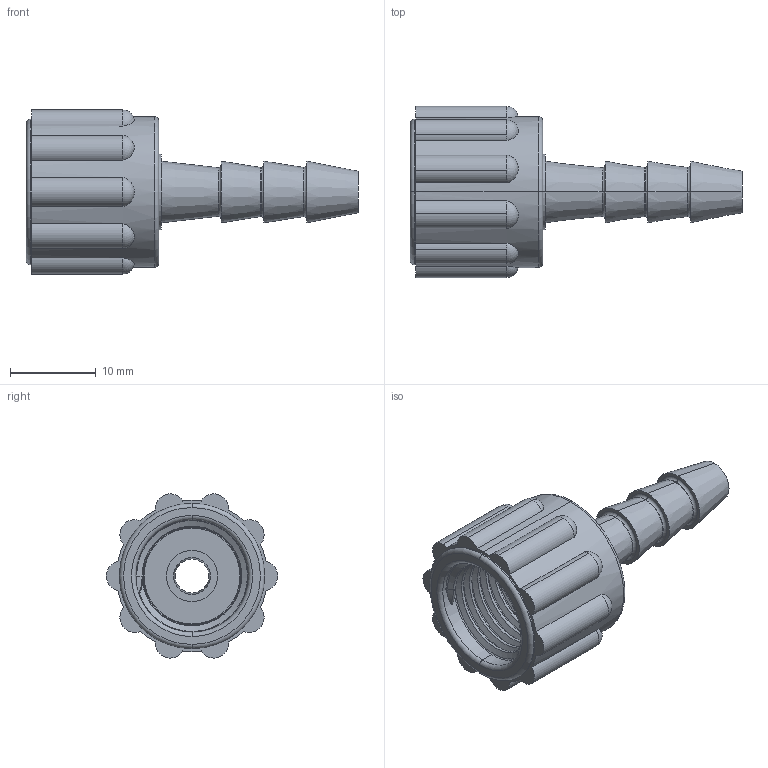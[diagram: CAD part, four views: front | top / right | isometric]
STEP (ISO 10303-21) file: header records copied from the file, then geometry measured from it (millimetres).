
FILE_DESCRIPTION (( 'STEP AP203' ), '1' );
FILE_NAME ('00120_0107.STEP', '2017-05-10T13:20:56', ( '' ), ( '' ), 'SwSTEP 2.0', 'SolidWorks 2011', '' );
FILE_SCHEMA (( 'CONFIG_CONTROL_DESIGN' ));
Length unit declared in the file: millimetre
Products named in the file (4): 00120_0107; 00125_0101; 00122_0101; 00123_0107
Assembly tree (3 placements, depth 2):
  00120_0107
    00122_0101
    00125_0101
    00123_0107
Bounding box: 38.8 x 20 x 19.19 mm (x, y, z)
Volume: 3245.7 mm3; surface area: 3697.9 mm2
Topology: 3 solids, 3 shells, 108 faces, 284 edges, 169 vertices
Faces by surface type: cylinder 47, torus 31, plane 13, cone 12, bspline 5
Entity records: 7100 total; most frequent: CARTESIAN_POINT 4206, DIRECTION 547, ORIENTED_EDGE 528, EDGE_CURVE 264, AXIS2_PLACEMENT_3D 240, VERTEX_POINT 169, CIRCLE 131, EDGE_LOOP 121
